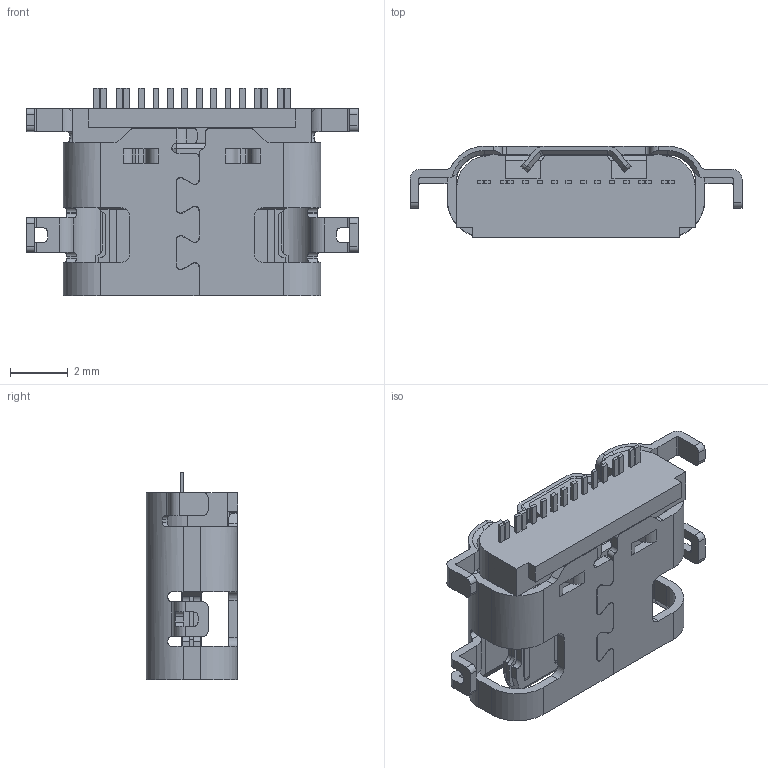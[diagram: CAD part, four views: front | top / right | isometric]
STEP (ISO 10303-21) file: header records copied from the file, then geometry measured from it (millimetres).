
FILE_DESCRIPTION (( 'STEP AP203' ), '1' );
FILE_NAME ('LCK-TCF801-C186WL-G3.STEP', '2024-11-22T09:04:18', ( 'admin' ), ( '' ), 'SwSTEP 2.0', 'SolidWorks 2022', '' );
FILE_SCHEMA (( 'CONFIG_CONTROL_DESIGN' ));
Length unit declared in the file: millimetre
Products named in the file (1): LCK-TCF801-C186WL-G3
Bounding box: 11.54 x 3.18 x 7.2 mm (x, y, z)
Volume: 94.3 mm3; surface area: 428.4 mm2
Topology: 1 solids, 1 shells, 699 faces, 2013 edges, 1304 vertices
Faces by surface type: plane 500, cylinder 186, cone 12, bspline 1
Entity records: 23084 total; most frequent: CARTESIAN_POINT 4577, ORIENTED_EDGE 4026, DIRECTION 3627, EDGE_CURVE 2013, VECTOR 1563, LINE 1563, VERTEX_POINT 1304, AXIS2_PLACEMENT_3D 1032
